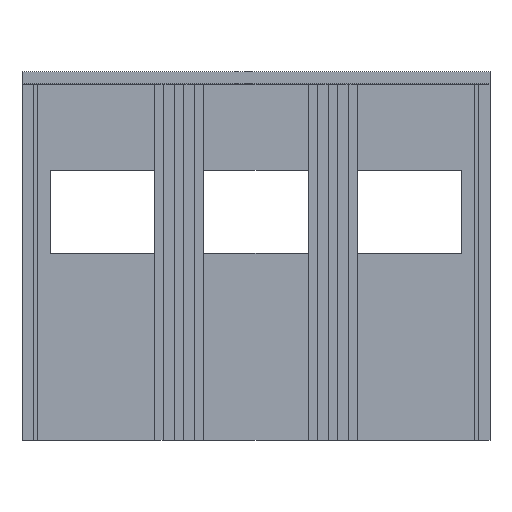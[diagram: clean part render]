
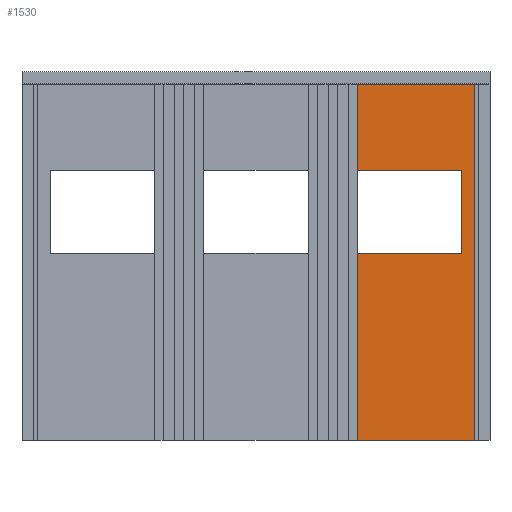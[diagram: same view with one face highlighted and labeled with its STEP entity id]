
A CAD part, top view. The second image highlights one B-rep face of the part: STEP entity #1530.
In plain terms, the highlighted planar face has unit normal (0, 0, 1).
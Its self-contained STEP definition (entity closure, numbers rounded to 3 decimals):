
#1485=AXIS2_PLACEMENT_3D('Plane Axis2P3D',#1482,#1483,#1484) ;
#203=CARTESIAN_POINT('Vertex',(16.5,58.,-70.5)) ;
#206=CARTESIAN_POINT('Line Origine',(26.4,58.,-70.5)) ;
#210=CARTESIAN_POINT('Vertex',(36.3,58.,-70.5)) ;
#601=CARTESIAN_POINT('Line Origine',(36.3,29.,-70.5)) ;
#605=CARTESIAN_POINT('Vertex',(36.3,0.,-70.5)) ;
#1338=CARTESIAN_POINT('Line Origine',(26.4,0.,-70.5)) ;
#1342=CARTESIAN_POINT('Vertex',(16.5,0.,-70.5)) ;
#1482=CARTESIAN_POINT('Axis2P3D Location',(-36.3,0.,-70.5)) ;
#1487=CARTESIAN_POINT('Line Origine',(16.5,15.25,-70.5)) ;
#1491=CARTESIAN_POINT('Vertex',(16.5,30.5,-70.5)) ;
#1494=CARTESIAN_POINT('Line Origine',(16.5,51.,-70.5)) ;
#1498=CARTESIAN_POINT('Vertex',(16.5,44.,-70.5)) ;
#1501=CARTESIAN_POINT('Line Origine',(25.,44.,-70.5)) ;
#1505=CARTESIAN_POINT('Vertex',(33.5,44.,-70.5)) ;
#1508=CARTESIAN_POINT('Line Origine',(33.5,37.25,-70.5)) ;
#1512=CARTESIAN_POINT('Vertex',(33.5,30.5,-70.5)) ;
#1515=CARTESIAN_POINT('Line Origine',(25.,30.5,-70.5)) ;
#207=DIRECTION('Vector Direction',(1.,0.,0.)) ;
#602=DIRECTION('Vector Direction',(0.,1.,0.)) ;
#1339=DIRECTION('Vector Direction',(1.,0.,0.)) ;
#1483=DIRECTION('Axis2P3D Direction',(0.,0.,1.)) ;
#1484=DIRECTION('Axis2P3D XDirection',(1.,0.,0.)) ;
#1488=DIRECTION('Vector Direction',(0.,-1.,0.)) ;
#1495=DIRECTION('Vector Direction',(0.,-1.,0.)) ;
#1502=DIRECTION('Vector Direction',(1.,0.,0.)) ;
#1509=DIRECTION('Vector Direction',(0.,1.,0.)) ;
#1516=DIRECTION('Vector Direction',(1.,0.,0.)) ;
#208=VECTOR('Line Direction',#207,1.) ;
#603=VECTOR('Line Direction',#602,1.) ;
#1340=VECTOR('Line Direction',#1339,1.) ;
#1489=VECTOR('Line Direction',#1488,1.) ;
#1496=VECTOR('Line Direction',#1495,1.) ;
#1503=VECTOR('Line Direction',#1502,1.) ;
#1510=VECTOR('Line Direction',#1509,1.) ;
#1517=VECTOR('Line Direction',#1516,1.) ;
#1521=ORIENTED_EDGE('',*,*,#1493,.T.) ;
#1522=ORIENTED_EDGE('',*,*,#1344,.F.) ;
#1523=ORIENTED_EDGE('',*,*,#607,.T.) ;
#1524=ORIENTED_EDGE('',*,*,#212,.T.) ;
#1525=ORIENTED_EDGE('',*,*,#1500,.T.) ;
#1526=ORIENTED_EDGE('',*,*,#1507,.T.) ;
#1527=ORIENTED_EDGE('',*,*,#1514,.F.) ;
#1528=ORIENTED_EDGE('',*,*,#1519,.F.) ;
#1530=ADVANCED_FACE('Copriterminale basso LTC inferiore',(#1529),#1486,.T.) ;
#212=EDGE_CURVE('',#211,#204,#209,.F.) ;
#607=EDGE_CURVE('',#606,#211,#604,.T.) ;
#1344=EDGE_CURVE('',#606,#1343,#1341,.F.) ;
#1493=EDGE_CURVE('',#1492,#1343,#1490,.T.) ;
#1500=EDGE_CURVE('',#204,#1499,#1497,.T.) ;
#1507=EDGE_CURVE('',#1499,#1506,#1504,.T.) ;
#1514=EDGE_CURVE('',#1513,#1506,#1511,.T.) ;
#1519=EDGE_CURVE('',#1492,#1513,#1518,.T.) ;
#1520=EDGE_LOOP('',(#1521,#1522,#1523,#1524,#1525,#1526,#1527,#1528)) ;
#1529=FACE_OUTER_BOUND('',#1520,.T.) ;
#209=LINE('Line',#206,#208) ;
#604=LINE('Line',#601,#603) ;
#1341=LINE('Line',#1338,#1340) ;
#1490=LINE('Line',#1487,#1489) ;
#1497=LINE('Line',#1494,#1496) ;
#1504=LINE('Line',#1501,#1503) ;
#1511=LINE('Line',#1508,#1510) ;
#1518=LINE('Line',#1515,#1517) ;
#1486=PLANE('',#1485) ;
#204=VERTEX_POINT('',#203) ;
#211=VERTEX_POINT('',#210) ;
#606=VERTEX_POINT('',#605) ;
#1343=VERTEX_POINT('',#1342) ;
#1492=VERTEX_POINT('',#1491) ;
#1499=VERTEX_POINT('',#1498) ;
#1506=VERTEX_POINT('',#1505) ;
#1513=VERTEX_POINT('',#1512) ;
